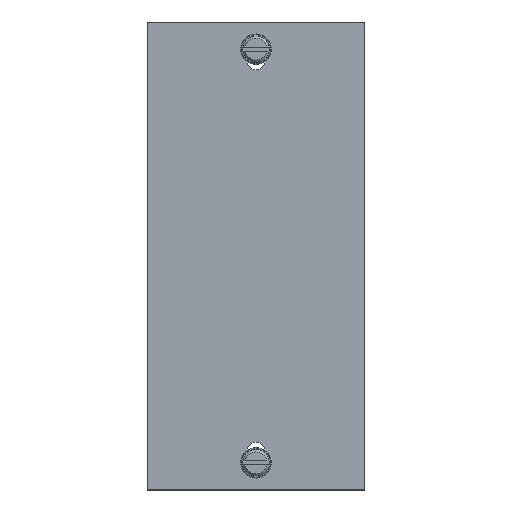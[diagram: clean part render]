
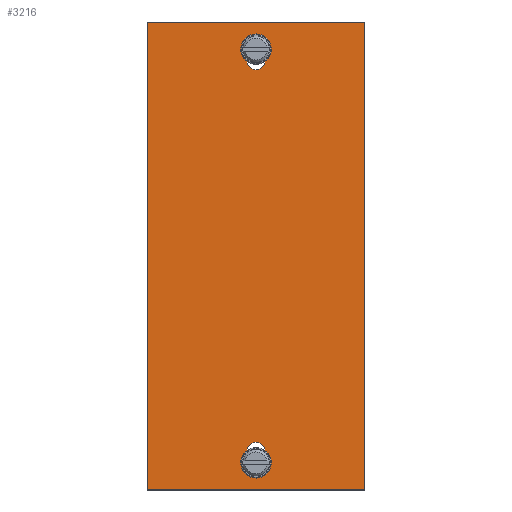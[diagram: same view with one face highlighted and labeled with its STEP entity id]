
A CAD part, top view. The second image highlights one B-rep face of the part: STEP entity #3216.
In plain terms, the highlighted planar face has unit normal (0, 0, 1).
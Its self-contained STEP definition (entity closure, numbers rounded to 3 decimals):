
#73=DIRECTION('',(0.,-1.,0.));
#74=VECTOR('',#73,107.7);
#75=CARTESIAN_POINT('',(-25.,53.85,2.));
#76=LINE('',#75,#74);
#77=DIRECTION('',(-1.,0.,0.));
#78=VECTOR('',#77,50.);
#79=CARTESIAN_POINT('',(25.,53.85,2.));
#80=LINE('',#79,#78);
#81=DIRECTION('',(0.,1.,0.));
#82=VECTOR('',#81,107.7);
#83=CARTESIAN_POINT('',(25.,-53.85,2.));
#84=LINE('',#83,#82);
#85=DIRECTION('',(1.,0.,0.));
#86=VECTOR('',#85,50.);
#87=CARTESIAN_POINT('',(-25.,-53.85,2.));
#88=LINE('',#87,#86);
#89=CARTESIAN_POINT('',(0.,47.6,2.));
#90=DIRECTION('',(0.,0.,1.));
#91=DIRECTION('',(1.,0.,0.));
#92=AXIS2_PLACEMENT_3D('',#89,#90,#91);
#94=CARTESIAN_POINT('',(0.,47.6,2.));
#95=DIRECTION('',(0.,0.,1.));
#96=DIRECTION('',(-1.,0.,0.));
#97=AXIS2_PLACEMENT_3D('',#94,#95,#96);
#99=CARTESIAN_POINT('',(0.,44.85,2.));
#100=DIRECTION('',(0.,0.,1.));
#101=DIRECTION('',(-0.998,-0.063,0.));
#102=AXIS2_PLACEMENT_3D('',#99,#100,#101);
#104=CARTESIAN_POINT('',(0.,47.6,2.));
#105=DIRECTION('',(0.,0.,1.));
#106=DIRECTION('',(0.57,-0.821,0.));
#107=AXIS2_PLACEMENT_3D('',#104,#105,#106);
#109=CARTESIAN_POINT('',(0.,-47.6,2.));
#110=DIRECTION('',(0.,0.,1.));
#111=DIRECTION('',(1.,0.,0.));
#112=AXIS2_PLACEMENT_3D('',#109,#110,#111);
#114=CARTESIAN_POINT('',(0.,-44.85,2.));
#115=DIRECTION('',(0.,0.,1.));
#116=DIRECTION('',(0.998,0.063,0.));
#117=AXIS2_PLACEMENT_3D('',#114,#115,#116);
#119=CARTESIAN_POINT('',(0.,-47.6,2.));
#120=DIRECTION('',(0.,0.,1.));
#121=DIRECTION('',(-0.57,0.821,0.));
#122=AXIS2_PLACEMENT_3D('',#119,#120,#121);
#124=CARTESIAN_POINT('',(0.,-47.6,2.));
#125=DIRECTION('',(0.,0.,1.));
#126=DIRECTION('',(-1.,0.,0.));
#127=AXIS2_PLACEMENT_3D('',#124,#125,#126);
#2605=CARTESIAN_POINT('',(-25.,53.85,2.));
#2606=CARTESIAN_POINT('',(-25.,-53.85,2.));
#2607=VERTEX_POINT('',#2605);
#2608=VERTEX_POINT('',#2606);
#2609=CARTESIAN_POINT('',(25.,-53.85,2.));
#2610=VERTEX_POINT('',#2609);
#2611=CARTESIAN_POINT('',(25.,53.85,2.));
#2612=VERTEX_POINT('',#2611);
#2625=CARTESIAN_POINT('',(3.5,47.6,2.));
#2626=CARTESIAN_POINT('',(-3.5,47.6,2.));
#2627=VERTEX_POINT('',#2625);
#2628=VERTEX_POINT('',#2626);
#2629=CARTESIAN_POINT('',(-1.996,44.725,2.));
#2630=VERTEX_POINT('',#2629);
#2631=CARTESIAN_POINT('',(1.996,44.725,2.));
#2632=VERTEX_POINT('',#2631);
#2865=CARTESIAN_POINT('',(3.5,-47.6,2.));
#2866=CARTESIAN_POINT('',(1.996,-44.725,2.));
#2867=VERTEX_POINT('',#2865);
#2868=VERTEX_POINT('',#2866);
#2869=CARTESIAN_POINT('',(-1.996,-44.725,2.));
#2870=CARTESIAN_POINT('',(-3.5,-47.6,2.));
#2871=VERTEX_POINT('',#2869);
#2872=VERTEX_POINT('',#2870);
#3185=CARTESIAN_POINT('',(0.,0.,2.));
#3186=DIRECTION('',(0.,0.,1.));
#3187=DIRECTION('',(1.,0.,0.));
#3188=AXIS2_PLACEMENT_3D('',#3185,#3186,#3187);
#3189=PLANE('',#3188);
#3190=ORIENTED_EDGE('',*,*,#3137,.F.);
#3191=ORIENTED_EDGE('',*,*,#3152,.F.);
#3192=ORIENTED_EDGE('',*,*,#3166,.F.);
#3193=ORIENTED_EDGE('',*,*,#3179,.F.);
#3194=EDGE_LOOP('',(#3190,#3191,#3192,#3193));
#3195=FACE_OUTER_BOUND('',#3194,.F.);
#3197=ORIENTED_EDGE('',*,*,#3196,.T.);
#3199=ORIENTED_EDGE('',*,*,#3198,.T.);
#3201=ORIENTED_EDGE('',*,*,#3200,.T.);
#3203=ORIENTED_EDGE('',*,*,#3202,.T.);
#3204=EDGE_LOOP('',(#3197,#3199,#3201,#3203));
#3205=FACE_BOUND('',#3204,.F.);
#3207=ORIENTED_EDGE('',*,*,#3206,.T.);
#3209=ORIENTED_EDGE('',*,*,#3208,.T.);
#3211=ORIENTED_EDGE('',*,*,#3210,.T.);
#3213=ORIENTED_EDGE('',*,*,#3212,.T.);
#3214=EDGE_LOOP('',(#3207,#3209,#3211,#3213));
#3215=FACE_BOUND('',#3214,.F.);
#3216=ADVANCED_FACE('',(#3195,#3205,#3215),#3189,.T.);
#93=CIRCLE('',#92,3.5);
#98=CIRCLE('',#97,3.5);
#103=CIRCLE('',#102,2.);
#108=CIRCLE('',#107,3.5);
#113=CIRCLE('',#112,3.5);
#118=CIRCLE('',#117,2.);
#123=CIRCLE('',#122,3.5);
#128=CIRCLE('',#127,3.5);
#3137=EDGE_CURVE('',#2607,#2608,#76,.T.);
#3152=EDGE_CURVE('',#2612,#2607,#80,.T.);
#3166=EDGE_CURVE('',#2610,#2612,#84,.T.);
#3179=EDGE_CURVE('',#2608,#2610,#88,.T.);
#3196=EDGE_CURVE('',#2627,#2628,#93,.T.);
#3198=EDGE_CURVE('',#2628,#2630,#98,.T.);
#3200=EDGE_CURVE('',#2630,#2632,#103,.T.);
#3202=EDGE_CURVE('',#2632,#2627,#108,.T.);
#3206=EDGE_CURVE('',#2867,#2868,#113,.T.);
#3208=EDGE_CURVE('',#2868,#2871,#118,.T.);
#3210=EDGE_CURVE('',#2871,#2872,#123,.T.);
#3212=EDGE_CURVE('',#2872,#2867,#128,.T.);
